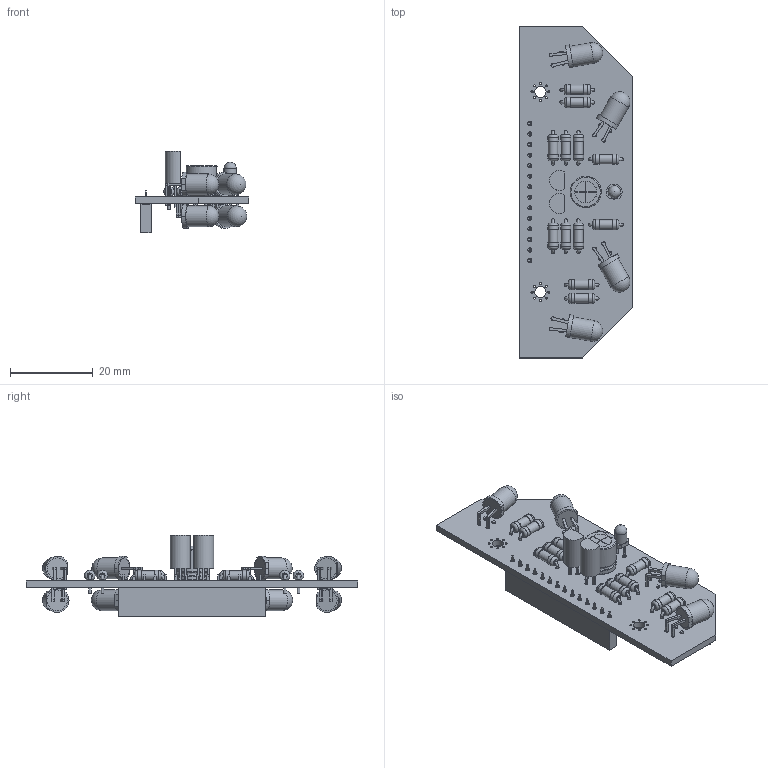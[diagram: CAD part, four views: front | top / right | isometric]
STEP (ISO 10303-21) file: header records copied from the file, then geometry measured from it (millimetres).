
FILE_DESCRIPTION(('KiCad electronic assembly'),'2;1');
FILE_NAME('ukmarsbot-wall-sensor-advanced.step','2021-05-25T13:46:08',( 'An Author'),('A Company'),'Open CASCADE STEP processor 6.9', 'KiCad to STEP converter','Unknown');
FILE_SCHEMA(('AUTOMOTIVE_DESIGN { 1 0 10303 214 1 1 1 1 }'));
Length unit declared in the file: millimetre
Products named in the file (16): Open CASCADE STEP translator 6.9 1; LED_D3.0mm; SOLID; R_Axial_DIN0207_L6.3mm_D2.5mm_P7.62mm_Horizontal; CP_Radial_D7.5mm_P2.50mm; LED_D5.0mm_Horizontal_O3.81mm_Z3.0mm; PinSocket_1x14_P2.54mm_Vertical; TO-92L; LED_D5.0mm_Horizontal_O1.27mm_Z3.0mm_IRGrey; COMPOUND
Assembly tree (33 placements, depth 3):
  Open CASCADE STEP translator 6.9 1
    LED_D3.0mm
      SOLID
    R_Axial_DIN0207_L6.3mm_D2.5mm_P7.62mm_Horizontal  x12
      SOLID
    CP_Radial_D7.5mm_P2.50mm
      SOLID
    LED_D5.0mm_Horizontal_O3.81mm_Z3.0mm  x4
      SOLID
    PinSocket_1x14_P2.54mm_Vertical
      SOLID
    TO-92L  x2
      SOLID
    LED_D5.0mm_Horizontal_O1.27mm_Z3.0mm_IRGrey  x4
      SOLID
    COMPOUND
Bounding box: 27.3 x 80.01 x 19.7 mm (x, y, z)
Volume: 6046.2 mm3; surface area: 8908.3 mm2
Topology: 26 solids, 27 shells, 1087 faces, 2547 edges, 1622 vertices
Faces by surface type: plane 837, cylinder 183, torus 50, sphere 9, revolution 4, bspline 4
Full cylindrical faces by diameter (mm): 0.5 x18, 0.6 x24, 0.75 x6, 0.8 x26, 0.9 x18, 1 x14, 2.25 x12, 2.5 x24, 2.7 x2, 3 x1, 5 x8
Entity records: 51778 total; most frequent: CARTESIAN_POINT 10705, DIRECTION 6810, LINE 4801, VECTOR 4801, ORIENTED_EDGE 3566, PCURVE 3566, DEFINITIONAL_REPRESENTATION 3566, EDGE_CURVE 1783
